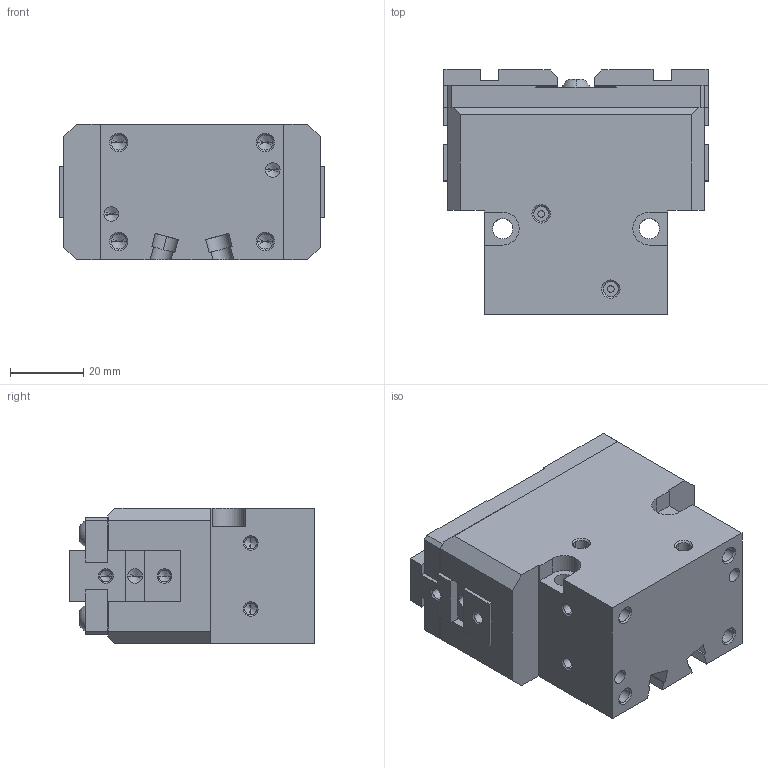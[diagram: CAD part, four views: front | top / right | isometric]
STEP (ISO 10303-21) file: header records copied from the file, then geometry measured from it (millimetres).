
FILE_DESCRIPTION( ( '' ), '1' );
FILE_NAME( 'ope70s_oe972pcs_0_2_14a.stp', '2010-10-25T12:59:35', ( '' ), ( '' ), ' ', ' ', ' ' );
FILE_SCHEMA( ( 'automotive_design' ) );
Length unit declared in the file: millimetre
Products named in the file (3): 1; 2; 3
Bounding box: 72 x 67 x 37 mm (x, y, z)
Volume: 130081.9 mm3; surface area: 34122.4 mm2
Topology: 3 solids, 3 shells, 305 faces, 786 edges, 469 vertices
Faces by surface type: plane 150, cone 84, cylinder 67, torus 4
Entity records: 17458 total; most frequent: CARTESIAN_POINT 1569, DIRECTION 1545, STYLED_ITEM 1519, PRESENTATION_STYLE_ASSIGNMENT 1519, COLOUR_RGB 1519, ORIENTED_EDGE 1484, EDGE_CURVE 742, CURVE_STYLE 742
